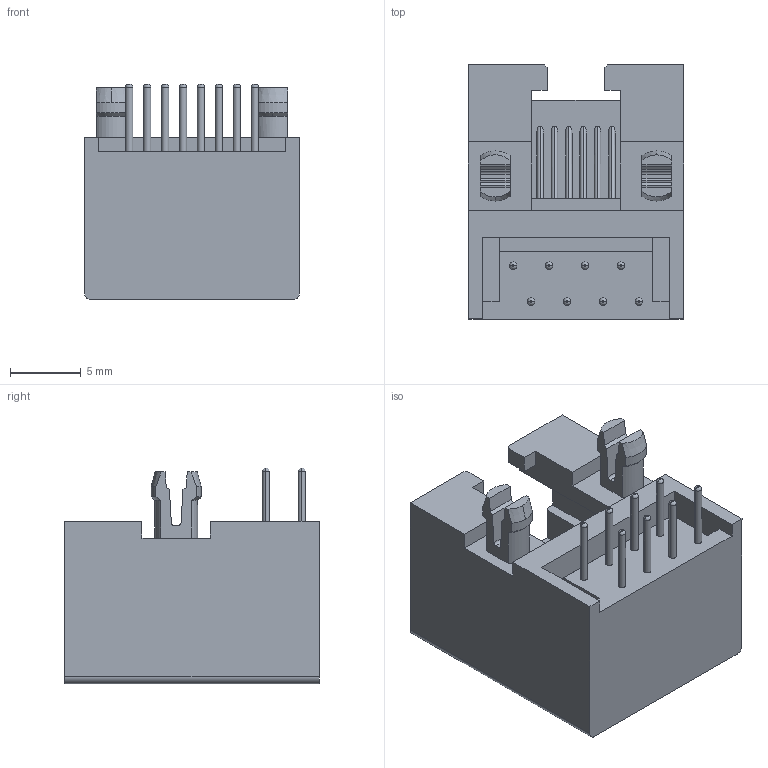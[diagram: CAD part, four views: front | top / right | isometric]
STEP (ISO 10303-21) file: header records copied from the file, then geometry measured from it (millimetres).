
FILE_DESCRIPTION (( 'STEP AP214' ), '1' );
FILE_NAME ('54601-908WPLF.STEP', '2021-06-16T09:17:44', ( '' ), ( '' ), 'SwSTEP 2.0', 'SolidWorks 2018', '' );
FILE_SCHEMA (( 'AUTOMOTIVE_DESIGN' ));
Length unit declared in the file: millimetre
Products named in the file (1): 54601-908WPLF
Bounding box: 15.24 x 18 x 15.25 mm (x, y, z)
Volume: 1903.3 mm3; surface area: 2109.2 mm2
Topology: 1 solids, 1 shells, 197 faces, 522 edges, 337 vertices
Faces by surface type: plane 119, cylinder 50, torus 16, cone 12
Entity records: 8338 total; most frequent: CARTESIAN_POINT 1233, ORIENTED_EDGE 1044, DIRECTION 995, EDGE_CURVE 522, LINE 349, VECTOR 349, VERTEX_POINT 337, AXIS2_PLACEMENT_3D 323
